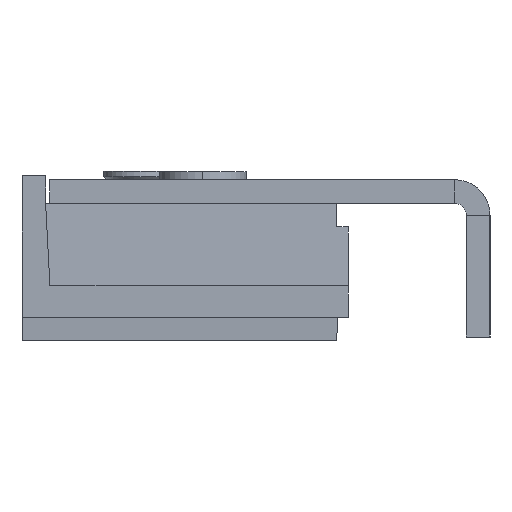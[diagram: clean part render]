
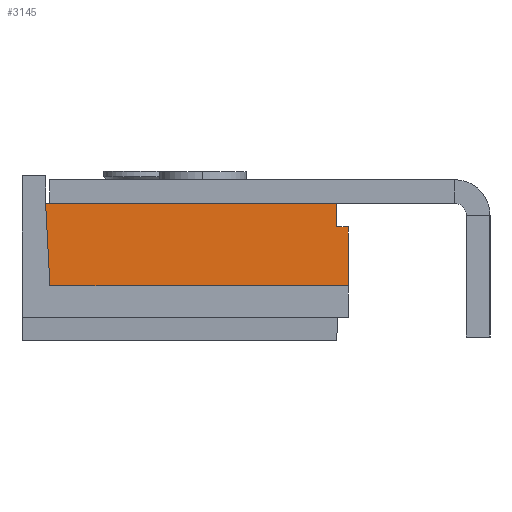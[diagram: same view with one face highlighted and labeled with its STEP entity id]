
A CAD part, left-side view. The second image highlights one B-rep face of the part: STEP entity #3145.
In plain terms, the highlighted planar face has unit normal (-0.999, 0, 0.052).
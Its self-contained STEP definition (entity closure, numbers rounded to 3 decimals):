
#319 = LINE ( 'NONE', #21812, #5007 ) ;
#1132 = LINE ( 'NONE', #9934, #10469 ) ;
#2348 = CARTESIAN_POINT ( 'NONE',  ( -111.148, 12.422, 12.197 ) ) ;
#2503 = CARTESIAN_POINT ( 'NONE',  ( -111.305, -26.078, 9.197 ) ) ;
#2587 = CARTESIAN_POINT ( 'NONE',  ( -111.148, -24.578, 12.197 ) ) ;
#2691 = DIRECTION ( 'NONE',  ( -0.052, 0., -0.999 ) ) ;
#2736 = CARTESIAN_POINT ( 'NONE',  ( -111.305, -24.578, 9.197 ) ) ;
#2815 = EDGE_CURVE ( 'NONE', #7355, #18752, #12260, .T. ) ;
#3145 = ADVANCED_FACE ( 'NONE', ( #20188 ), #12787, .F. ) ;
#3442 = VERTEX_POINT ( 'NONE', #15623 ) ;
#4139 = DIRECTION ( 'NONE',  ( -0.052, 0., -0.999 ) ) ;
#5007 = VECTOR ( 'NONE', #9586, 1000. ) ;
#5216 = CARTESIAN_POINT ( 'NONE',  ( -111.148, 12.422, 12.197 ) ) ;
#6255 = EDGE_LOOP ( 'NONE', ( #17193, #14462, #12944, #15745, #14758, #10030 ) ) ;
#6849 = DIRECTION ( 'NONE',  ( 0.052, 0., 0.999 ) ) ;
#7043 = VECTOR ( 'NONE', #2691, 1000. ) ;
#7355 = VERTEX_POINT ( 'NONE', #22172 ) ;
#7482 = VECTOR ( 'NONE', #16233, 1000. ) ;
#7570 = LINE ( 'NONE', #20017, #7043 ) ;
#7600 = VECTOR ( 'NONE', #6849, 1000. ) ;
#8886 = VECTOR ( 'NONE', #22755, 1000. ) ;
#9586 = DIRECTION ( 'NONE',  ( 0., 1., 0. ) ) ;
#9934 = CARTESIAN_POINT ( 'NONE',  ( -111.698, 12.422, 1.697 ) ) ;
#10030 = ORIENTED_EDGE ( 'NONE', *, *, #15633, .T. ) ;
#10469 = VECTOR ( 'NONE', #22181, 1000. ) ;
#11082 = CARTESIAN_POINT ( 'NONE',  ( -111.148, 12.422, 12.197 ) ) ;
#11637 = EDGE_CURVE ( 'NONE', #15251, #20307, #13539, .T. ) ;
#11845 = EDGE_CURVE ( 'NONE', #3442, #15251, #12153, .T. ) ;
#12153 = LINE ( 'NONE', #11082, #7482 ) ;
#12166 = AXIS2_PLACEMENT_3D ( 'NONE', #2348, #14624, #4139 ) ;
#12260 = LINE ( 'NONE', #22539, #7600 ) ;
#12787 = PLANE ( 'NONE',  #12166 ) ;
#12944 = ORIENTED_EDGE ( 'NONE', *, *, #11845, .F. ) ;
#13539 = LINE ( 'NONE', #5216, #8886 ) ;
#14462 = ORIENTED_EDGE ( 'NONE', *, *, #11637, .F. ) ;
#14624 = DIRECTION ( 'NONE',  ( 0.999, 0., -0.052 ) ) ;
#14758 = ORIENTED_EDGE ( 'NONE', *, *, #2815, .T. ) ;
#15251 = VERTEX_POINT ( 'NONE', #20234 ) ;
#15623 = CARTESIAN_POINT ( 'NONE',  ( -111.698, 11.871, 1.697 ) ) ;
#15633 = EDGE_CURVE ( 'NONE', #18752, #17240, #319, .T. ) ;
#15745 = ORIENTED_EDGE ( 'NONE', *, *, #16247, .F. ) ;
#16233 = DIRECTION ( 'NONE',  ( 0.052, 0.052, 0.997 ) ) ;
#16247 = EDGE_CURVE ( 'NONE', #7355, #3442, #1132, .T. ) ;
#17193 = ORIENTED_EDGE ( 'NONE', *, *, #18257, .F. ) ;
#17240 = VERTEX_POINT ( 'NONE', #2736 ) ;
#18257 = EDGE_CURVE ( 'NONE', #20307, #17240, #7570, .T. ) ;
#18752 = VERTEX_POINT ( 'NONE', #2503 ) ;
#20017 = CARTESIAN_POINT ( 'NONE',  ( -111.148, -24.578, 12.197 ) ) ;
#20188 = FACE_OUTER_BOUND ( 'NONE', #6255, .T. ) ;
#20234 = CARTESIAN_POINT ( 'NONE',  ( -111.148, 12.422, 12.197 ) ) ;
#20307 = VERTEX_POINT ( 'NONE', #2587 ) ;
#21812 = CARTESIAN_POINT ( 'NONE',  ( -111.305, 12.422, 9.197 ) ) ;
#22172 = CARTESIAN_POINT ( 'NONE',  ( -111.698, -26.078, 1.697 ) ) ;
#22181 = DIRECTION ( 'NONE',  ( 0., 1., 0. ) ) ;
#22539 = CARTESIAN_POINT ( 'NONE',  ( -110.978, -26.078, 15.426 ) ) ;
#22755 = DIRECTION ( 'NONE',  ( 0., -1., 0. ) ) ;
